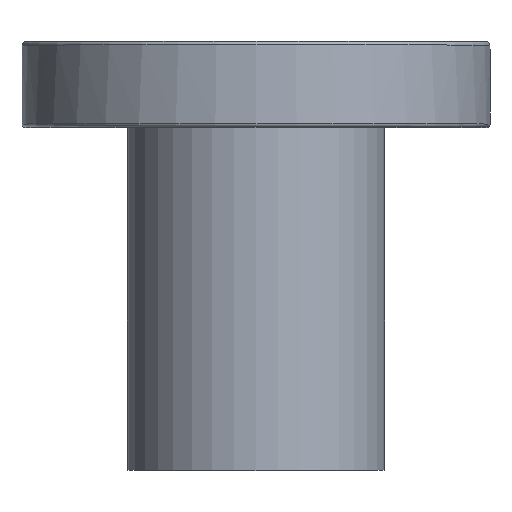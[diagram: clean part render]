
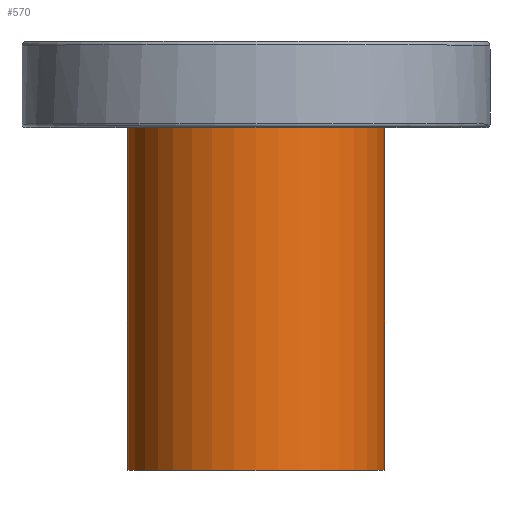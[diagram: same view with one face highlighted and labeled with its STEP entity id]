
A CAD part, top view. The second image highlights one B-rep face of the part: STEP entity #570.
In plain terms, the highlighted cylindrical face has radius 19.05 mm (diameter 38.1 mm), a partial arc.
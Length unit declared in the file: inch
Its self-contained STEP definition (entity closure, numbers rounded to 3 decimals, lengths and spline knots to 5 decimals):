
#60 = CARTESIAN_POINT ( 'NONE',  ( 0.75, -0.25, 0. ) ) ;
#160 = CARTESIAN_POINT ( 'NONE',  ( 0., -0.25, 0. ) ) ;
#213 = DIRECTION ( 'NONE',  ( 1., 0., 0. ) ) ;
#249 = DIRECTION ( 'NONE',  ( 0., -1., 0. ) ) ;
#288 = VECTOR ( 'NONE', #516, 39.37008 ) ;
#292 = LINE ( 'NONE', #519, #288 ) ;
#294 = LINE ( 'NONE', #528, #301 ) ;
#299 = CIRCLE ( 'NONE', #370, 0.75 ) ;
#301 = VECTOR ( 'NONE', #531, 39.37008 ) ;
#333 = CIRCLE ( 'NONE', #373, 0.75 ) ;
#370 = AXIS2_PLACEMENT_3D ( 'NONE', #160, #249, #213 ) ;
#373 = AXIS2_PLACEMENT_3D ( 'NONE', #499, #504, #509 ) ;
#497 = CYLINDRICAL_SURFACE ( 'NONE', #1457, 0.75 ) ;
#499 = CARTESIAN_POINT ( 'NONE',  ( 0., -2.25, 0. ) ) ;
#504 = DIRECTION ( 'NONE',  ( 0., 1., 0. ) ) ;
#508 = FACE_OUTER_BOUND ( 'NONE', #1078, .T. ) ;
#509 = DIRECTION ( 'NONE',  ( -1., 0., 0. ) ) ;
#516 = DIRECTION ( 'NONE',  ( 0., 1., 0. ) ) ;
#518 = ORIENTED_EDGE ( 'NONE', *, *, #1527, .F. ) ;
#519 = CARTESIAN_POINT ( 'NONE',  ( -0.75, -6.87132, 0. ) ) ;
#528 = CARTESIAN_POINT ( 'NONE',  ( 0.75, -6.87132, 0. ) ) ;
#531 = DIRECTION ( 'NONE',  ( 0., 1., 0. ) ) ;
#570 = ADVANCED_FACE ( 'NONE', ( #508 ), #497, .T. ) ;
#646 = VERTEX_POINT ( 'NONE', #1365 ) ;
#678 = ORIENTED_EDGE ( 'NONE', *, *, #1525, .T. ) ;
#1028 = VERTEX_POINT ( 'NONE', #1338 ) ;
#1078 = EDGE_LOOP ( 'NONE', ( #1316, #1211, #678, #518 ) ) ;
#1142 = VERTEX_POINT ( 'NONE', #1449 ) ;
#1211 = ORIENTED_EDGE ( 'NONE', *, *, #1524, .T. ) ;
#1316 = ORIENTED_EDGE ( 'NONE', *, *, #1521, .T. ) ;
#1338 = CARTESIAN_POINT ( 'NONE',  ( -0.75, -0.25, 0. ) ) ;
#1349 = VERTEX_POINT ( 'NONE', #60 ) ;
#1354 = CARTESIAN_POINT ( 'NONE',  ( 0., -6.87132, 0. ) ) ;
#1358 = DIRECTION ( 'NONE',  ( 0., 1., 0. ) ) ;
#1360 = DIRECTION ( 'NONE',  ( -1., 0., 0. ) ) ;
#1365 = CARTESIAN_POINT ( 'NONE',  ( 0.75, -2.25, 0. ) ) ;
#1449 = CARTESIAN_POINT ( 'NONE',  ( -0.75, -2.25, 0. ) ) ;
#1457 = AXIS2_PLACEMENT_3D ( 'NONE', #1354, #1358, #1360 ) ;
#1521 = EDGE_CURVE ( 'NONE', #1142, #646, #333, .T. ) ;
#1524 = EDGE_CURVE ( 'NONE', #646, #1349, #294, .T. ) ;
#1525 = EDGE_CURVE ( 'NONE', #1349, #1028, #299, .T. ) ;
#1527 = EDGE_CURVE ( 'NONE', #1142, #1028, #292, .T. ) ;
